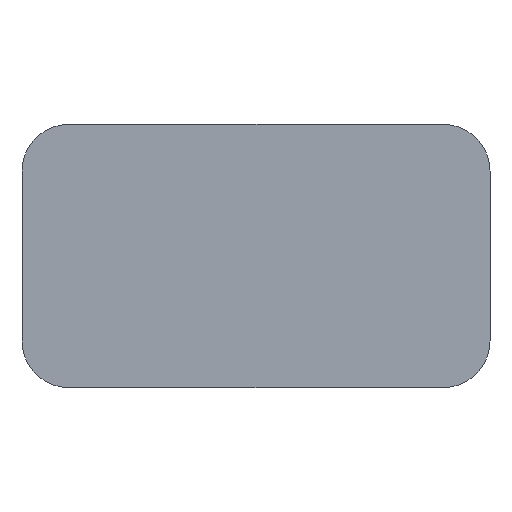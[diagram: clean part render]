
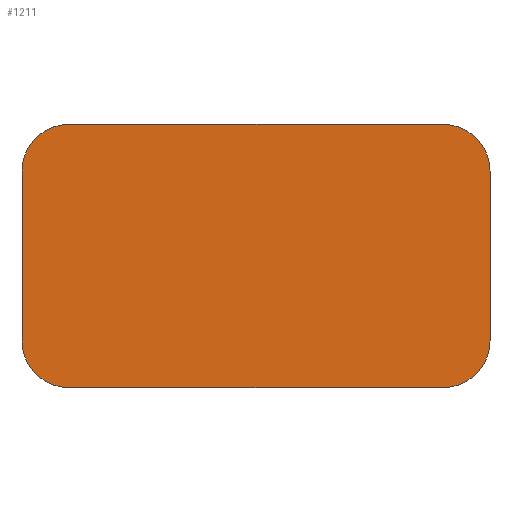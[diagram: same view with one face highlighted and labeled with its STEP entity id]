
A CAD part, front view. The second image highlights one B-rep face of the part: STEP entity #1211.
In plain terms, the highlighted planar face has unit normal (0, -1, 0).
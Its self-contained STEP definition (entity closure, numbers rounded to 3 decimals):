
#59=PLANE('',#1313);
#119=FACE_OUTER_BOUND('',#179,.T.);
#179=EDGE_LOOP('',(#1127,#1128,#1129,#1130,#1131,#1132,#1133,#1134));
#225=LINE('',#1758,#371);
#253=LINE('',#1819,#399);
#282=LINE('',#1895,#428);
#314=LINE('',#1959,#460);
#371=VECTOR('',#1421,10.);
#399=VECTOR('',#1469,10.);
#428=VECTOR('',#1528,10.);
#460=VECTOR('',#1596,10.);
#497=CIRCLE('',#1283,3.75);
#498=CIRCLE('',#1285,3.75);
#499=CIRCLE('',#1298,3.75);
#500=CIRCLE('',#1301,3.75);
#543=VERTEX_POINT('',#1755);
#544=VERTEX_POINT('',#1757);
#566=VERTEX_POINT('',#1816);
#567=VERTEX_POINT('',#1818);
#598=VERTEX_POINT('',#1892);
#599=VERTEX_POINT('',#1894);
#612=VERTEX_POINT('',#1953);
#613=VERTEX_POINT('',#1957);
#673=EDGE_CURVE('',#544,#543,#225,.T.);
#703=EDGE_CURVE('',#567,#566,#253,.T.);
#742=EDGE_CURVE('',#599,#598,#282,.T.);
#744=EDGE_CURVE('',#599,#543,#497,.T.);
#745=EDGE_CURVE('',#544,#566,#498,.T.);
#775=EDGE_CURVE('',#612,#598,#499,.T.);
#777=EDGE_CURVE('',#612,#613,#314,.T.);
#778=EDGE_CURVE('',#567,#613,#500,.T.);
#1127=ORIENTED_EDGE('',*,*,#745,.F.);
#1128=ORIENTED_EDGE('',*,*,#673,.T.);
#1129=ORIENTED_EDGE('',*,*,#744,.F.);
#1130=ORIENTED_EDGE('',*,*,#742,.T.);
#1131=ORIENTED_EDGE('',*,*,#775,.F.);
#1132=ORIENTED_EDGE('',*,*,#777,.T.);
#1133=ORIENTED_EDGE('',*,*,#778,.F.);
#1134=ORIENTED_EDGE('',*,*,#703,.T.);
#1211=ADVANCED_FACE('',(#119),#59,.F.);
#1283=AXIS2_PLACEMENT_3D('',#1898,#1532,#1533);
#1285=AXIS2_PLACEMENT_3D('',#1900,#1536,#1537);
#1298=AXIS2_PLACEMENT_3D('',#1955,#1591,#1592);
#1301=AXIS2_PLACEMENT_3D('',#1961,#1599,#1600);
#1313=AXIS2_PLACEMENT_3D('',#1988,#1635,#1636);
#1421=DIRECTION('',(1.,0.,0.));
#1469=DIRECTION('',(0.,0.,-1.));
#1528=DIRECTION('',(0.,0.,1.));
#1532=DIRECTION('center_axis',(0.,1.,0.));
#1533=DIRECTION('ref_axis',(1.,0.,0.));
#1536=DIRECTION('center_axis',(0.,1.,0.));
#1537=DIRECTION('ref_axis',(0.,0.,-1.));
#1591=DIRECTION('center_axis',(0.,1.,0.));
#1592=DIRECTION('ref_axis',(0.,0.,1.));
#1596=DIRECTION('',(-1.,0.,0.));
#1599=DIRECTION('center_axis',(0.,1.,0.));
#1600=DIRECTION('ref_axis',(-1.,0.,0.));
#1635=DIRECTION('center_axis',(0.,1.,0.));
#1636=DIRECTION('ref_axis',(1.,0.,0.));
#1755=CARTESIAN_POINT('',(137.848,0.,78.62));
#1757=CARTESIAN_POINT('',(107.643,0.,78.62));
#1758=CARTESIAN_POINT('',(133.96,0.,78.62));
#1816=CARTESIAN_POINT('',(103.893,0.,82.37));
#1818=CARTESIAN_POINT('',(103.893,0.,96.065));
#1819=CARTESIAN_POINT('',(103.893,0.,96.065));
#1892=CARTESIAN_POINT('',(141.598,0.,96.065));
#1894=CARTESIAN_POINT('',(141.598,0.,82.37));
#1895=CARTESIAN_POINT('',(141.598,0.,82.37));
#1898=CARTESIAN_POINT('Origin',(137.848,0.,82.37));
#1900=CARTESIAN_POINT('Origin',(107.643,0.,82.37));
#1953=CARTESIAN_POINT('',(137.848,0.,99.815));
#1955=CARTESIAN_POINT('Origin',(137.848,0.,96.065));
#1957=CARTESIAN_POINT('',(107.643,0.,99.815));
#1959=CARTESIAN_POINT('',(121.691,0.,99.815));
#1961=CARTESIAN_POINT('Origin',(107.643,0.,96.065));
#1988=CARTESIAN_POINT('Origin',(132.779,0.,81.463));
